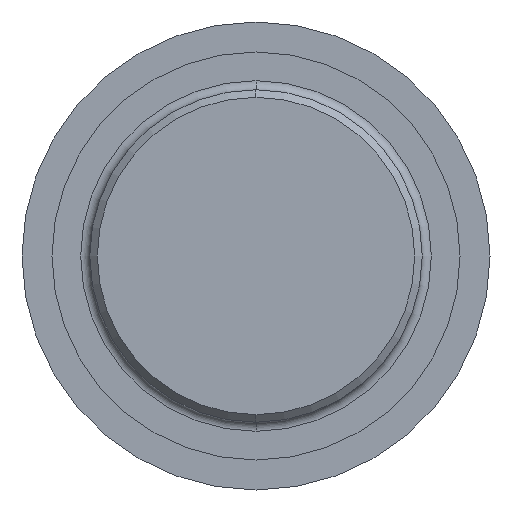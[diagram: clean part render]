
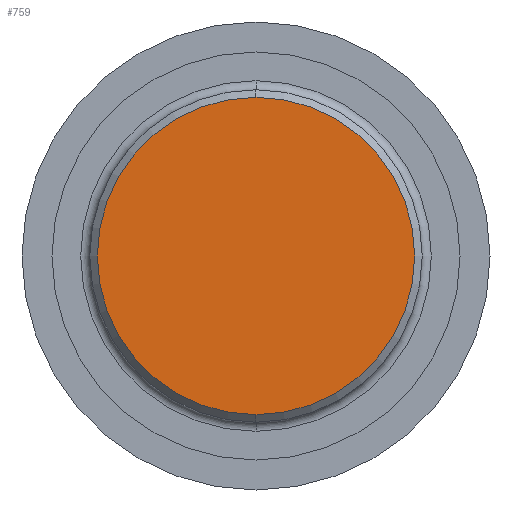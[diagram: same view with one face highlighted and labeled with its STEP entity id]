
A CAD part, left-side view. The second image highlights one B-rep face of the part: STEP entity #759.
In plain terms, the highlighted planar face has unit normal (-1, 0, 0).
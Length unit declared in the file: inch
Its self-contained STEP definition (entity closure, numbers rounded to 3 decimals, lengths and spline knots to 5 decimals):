
#253=CARTESIAN_POINT('',(0.,0.,0.));
#254=DIRECTION('',(-1.,0.,0.));
#255=DIRECTION('',(0.,0.,-1.));
#256=AXIS2_PLACEMENT_3D('',#253,#254,#255);
#258=CARTESIAN_POINT('',(0.,0.,0.));
#259=DIRECTION('',(1.,0.,0.));
#260=DIRECTION('',(0.,0.,-1.));
#261=AXIS2_PLACEMENT_3D('',#258,#259,#260);
#406=CARTESIAN_POINT('',(0.,0.,-10.5));
#407=VERTEX_POINT('',#406);
#410=CARTESIAN_POINT('',(0.,0.,10.5));
#411=VERTEX_POINT('',#410);
#750=CARTESIAN_POINT('',(0.,0.,0.));
#751=DIRECTION('',(1.,0.,0.));
#752=DIRECTION('',(0.,0.,1.));
#753=AXIS2_PLACEMENT_3D('',#750,#751,#752);
#754=PLANE('',#753);
#755=ORIENTED_EDGE('',*,*,#729,.F.);
#756=ORIENTED_EDGE('',*,*,#745,.T.);
#757=EDGE_LOOP('',(#755,#756));
#758=FACE_OUTER_BOUND('',#757,.F.);
#759=ADVANCED_FACE('',(#758),#754,.F.);
#257=CIRCLE('',#256,10.5);
#262=CIRCLE('',#261,10.5);
#729=EDGE_CURVE('',#407,#411,#257,.T.);
#745=EDGE_CURVE('',#407,#411,#262,.T.);
